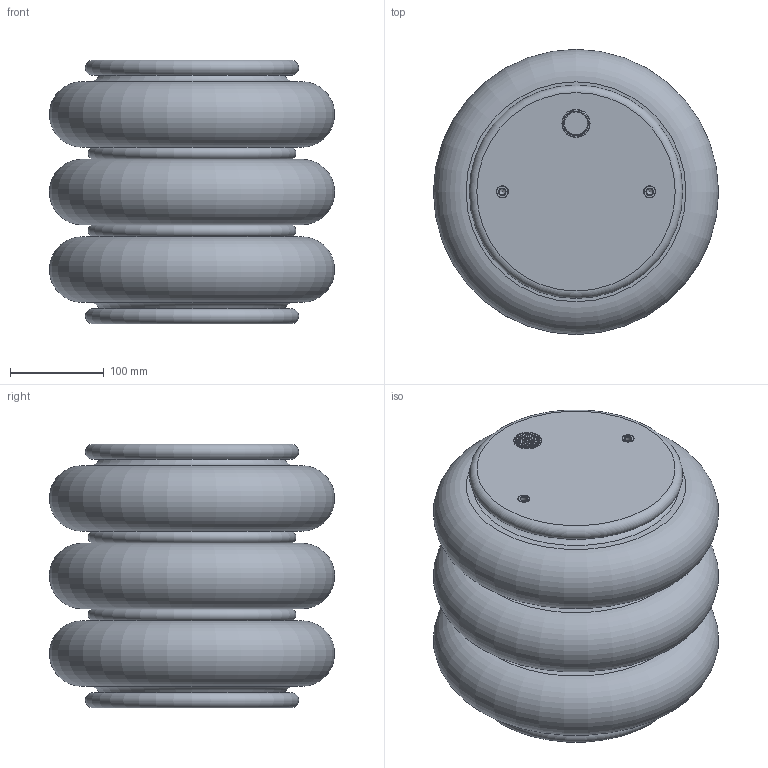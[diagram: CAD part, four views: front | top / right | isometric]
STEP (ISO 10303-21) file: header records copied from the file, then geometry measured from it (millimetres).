
FILE_DESCRIPTION(/* description */ (''),/* implementation_level */ '2;1');
FILE_NAME(/* name */ '6W-12x3-02.stp',/* time_stamp */ '2021-06-08T07:11:36+02:00',/* author */ (''),/* organization */ (''),/* preprocessor_version */ 'ST-DEVELOPER v18.1',/* originating_system */ 'SIEMENS PLM Software NX 1965',/* authorisation */ '');
FILE_SCHEMA (('AP203_CONFIGURATION_CONTROLLED_3D_DESIGN_OF_MECHANICAL_PARTS_AND_ASSEMBLIES_MIM_LF { 1 0 10303 403 2 1 2}'));
Length unit declared in the file: millimetre
Products named in the file (1): hoff2C58D12Ed96x
Bounding box: 304.63 x 304.63 x 281.55 mm (x, y, z)
Volume: 2292312.5 mm3; surface area: 1145591.9 mm2
Topology: 12 solids, 14 shells, 118 faces, 214 edges, 129 vertices
Faces by surface type: torus 38, plane 33, cylinder 23, cone 22, bspline 2
Full cylindrical faces by diameter (mm): 6.8 x4, 13 x8, 15 x4, 30 x2, 34 x1, 196.168 x2
Entity records: 4169 total; most frequent: CARTESIAN_POINT 2011, DIRECTION 454, ORIENTED_EDGE 236, AXIS2_PLACEMENT_3D 227, EDGE_LOOP 216, FACE_BOUND 216, VERTEX_POINT 122, EDGE_CURVE 118
